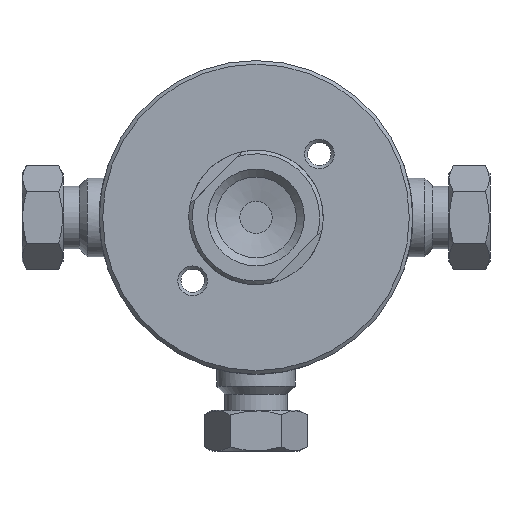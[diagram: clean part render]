
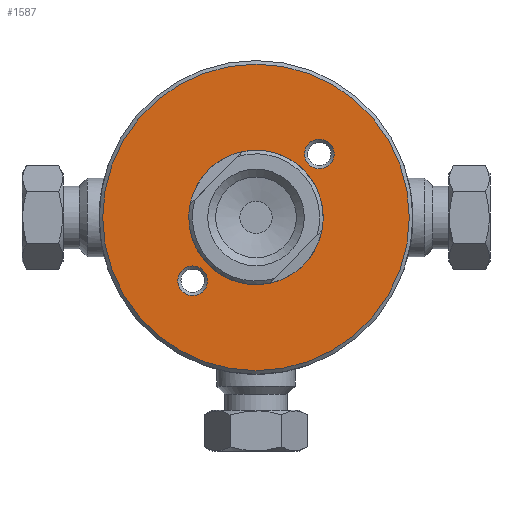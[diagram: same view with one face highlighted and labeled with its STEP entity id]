
A CAD part, left-side view. The second image highlights one B-rep face of the part: STEP entity #1587.
In plain terms, the highlighted planar face has unit normal (-1, 0, 0).
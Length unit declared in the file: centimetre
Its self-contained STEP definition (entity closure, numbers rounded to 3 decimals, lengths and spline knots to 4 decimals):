
#219=FACE_BOUND('',#557,.T.);
#220=FACE_BOUND('',#558,.T.);
#221=FACE_BOUND('',#559,.T.);
#425=FACE_OUTER_BOUND('',#556,.T.);
#556=EDGE_LOOP('',(#1226));
#557=EDGE_LOOP('',(#1227));
#558=EDGE_LOOP('',(#1228));
#559=EDGE_LOOP('',(#1229));
#676=CIRCLE('',#1701,0.9525);
#688=CIRCLE('',#1722,0.21);
#689=CIRCLE('',#1724,0.21);
#693=CIRCLE('',#1733,2.1717);
#796=VERTEX_POINT('',#2582);
#805=VERTEX_POINT('',#2612);
#806=VERTEX_POINT('',#2615);
#810=VERTEX_POINT('',#2628);
#958=EDGE_CURVE('',#796,#796,#676,.T.);
#970=EDGE_CURVE('',#805,#805,#688,.T.);
#971=EDGE_CURVE('',#806,#806,#689,.T.);
#975=EDGE_CURVE('',#810,#810,#693,.T.);
#1226=ORIENTED_EDGE('',*,*,#975,.F.);
#1227=ORIENTED_EDGE('',*,*,#970,.T.);
#1228=ORIENTED_EDGE('',*,*,#971,.T.);
#1229=ORIENTED_EDGE('',*,*,#958,.T.);
#1521=PLANE('',#1734);
#1587=ADVANCED_FACE('',(#425,#219,#220,#221),#1521,.T.);
#1701=AXIS2_PLACEMENT_3D('',#2583,#1960,#1961);
#1722=AXIS2_PLACEMENT_3D('',#2613,#2002,#2003);
#1724=AXIS2_PLACEMENT_3D('',#2616,#2006,#2007);
#1733=AXIS2_PLACEMENT_3D('',#2629,#2024,#2025);
#1734=AXIS2_PLACEMENT_3D('',#2630,#2026,#2027);
#1960=DIRECTION('center_axis',(1.,0.,0.));
#1961=DIRECTION('ref_axis',(0.,1.,0.));
#2002=DIRECTION('center_axis',(1.,0.,0.));
#2003=DIRECTION('ref_axis',(0.,0.,1.));
#2006=DIRECTION('center_axis',(1.,0.,0.));
#2007=DIRECTION('ref_axis',(0.,0.,1.));
#2024=DIRECTION('center_axis',(1.,0.,0.));
#2025=DIRECTION('ref_axis',(0.,-1.,0.));
#2026=DIRECTION('center_axis',(-1.,0.,0.));
#2027=DIRECTION('ref_axis',(0.,0.,1.));
#2582=CARTESIAN_POINT('',(1.9131,-0.6437,1.2984));
#2583=CARTESIAN_POINT('Origin',(1.9131,-1.5962,1.2984));
#2612=CARTESIAN_POINT('',(1.9131,-0.6982,0.6104));
#2613=CARTESIAN_POINT('Origin',(1.9131,-0.6982,0.4004));
#2615=CARTESIAN_POINT('',(1.9131,-2.4943,2.4064));
#2616=CARTESIAN_POINT('Origin',(1.9131,-2.4943,2.1964));
#2628=CARTESIAN_POINT('',(1.9131,0.5755,1.2984));
#2629=CARTESIAN_POINT('Origin',(1.9131,-1.5962,1.2984));
#2630=CARTESIAN_POINT('Origin',(1.9131,-0.0087,1.2984));
